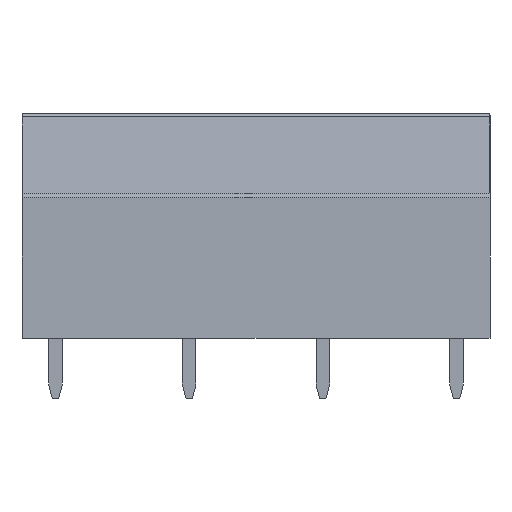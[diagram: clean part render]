
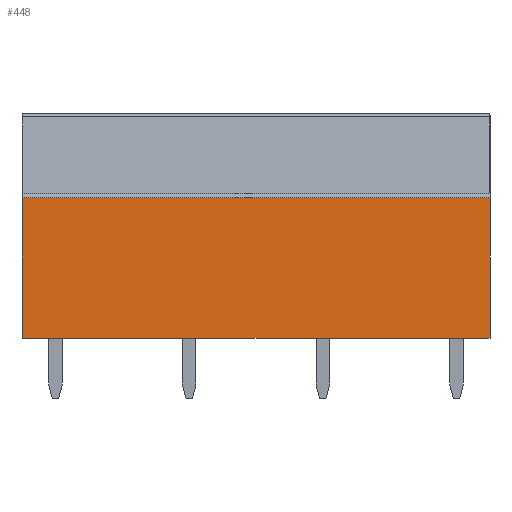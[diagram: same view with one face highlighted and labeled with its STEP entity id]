
A CAD part, front view. The second image highlights one B-rep face of the part: STEP entity #448.
In plain terms, the highlighted planar face has unit normal (0, -1, 0).
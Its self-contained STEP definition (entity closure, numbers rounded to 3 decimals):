
#448 = ADVANCED_FACE( '', ( #1040 ), #1041, .T. );
#1040 = FACE_OUTER_BOUND( '', #1791, .T. );
#1041 = PLANE( '', #1792 );
#1791 = EDGE_LOOP( '', ( #3076, #3077, #3078, #3079 ) );
#1792 = AXIS2_PLACEMENT_3D( '', #3080, #3081, #3082 );
#3076 = ORIENTED_EDGE( '', *, *, #4328, .T. );
#3077 = ORIENTED_EDGE( '', *, *, #4675, .T. );
#3078 = ORIENTED_EDGE( '', *, *, #4420, .T. );
#3079 = ORIENTED_EDGE( '', *, *, #4298, .T. );
#3080 = CARTESIAN_POINT( '', ( 217.987, 92.148, 5.1 ) );
#3081 = DIRECTION( '', ( 0., -1., 0. ) );
#3082 = DIRECTION( '', ( 0., 0., 1. ) );
#4298 = EDGE_CURVE( '', #5137, #5135, #5138, .T. );
#4328 = EDGE_CURVE( '', #5135, #5189, #5191, .T. );
#4420 = EDGE_CURVE( '', #5343, #5137, #5344, .T. );
#4675 = EDGE_CURVE( '', #5189, #5343, #5745, .T. );
#5135 = VERTEX_POINT( '', #6322 );
#5137 = VERTEX_POINT( '', #6325 );
#5138 = LINE( '', #6326, #6327 );
#5189 = VERTEX_POINT( '', #6394 );
#5191 = LINE( '', #6397, #6398 );
#5343 = VERTEX_POINT( '', #6616 );
#5344 = LINE( '', #6617, #6618 );
#5745 = LINE( '', #7184, #7185 );
#6322 = CARTESIAN_POINT( '', ( 194.737, 92.148, 0. ) );
#6325 = CARTESIAN_POINT( '', ( 194.737, 92.148, 10.5 ) );
#6326 = CARTESIAN_POINT( '', ( 194.737, 92.148, 5.1 ) );
#6327 = VECTOR( '', #7807, 1000. );
#6394 = CARTESIAN_POINT( '', ( 229.737, 92.148, 0. ) );
#6397 = CARTESIAN_POINT( '', ( 214.737, 92.148, 0. ) );
#6398 = VECTOR( '', #7846, 1000. );
#6616 = CARTESIAN_POINT( '', ( 229.737, 92.148, 10.5 ) );
#6617 = CARTESIAN_POINT( '', ( 229.737, 92.148, 10.5 ) );
#6618 = VECTOR( '', #7933, 1000. );
#7184 = CARTESIAN_POINT( '', ( 229.737, 92.148, 5.1 ) );
#7185 = VECTOR( '', #8198, 1000. );
#7807 = DIRECTION( '', ( 0., 0., -1. ) );
#7846 = DIRECTION( '', ( 1., 0., 0. ) );
#7933 = DIRECTION( '', ( -1., 0., 0. ) );
#8198 = DIRECTION( '', ( 0., 0., 1. ) );
